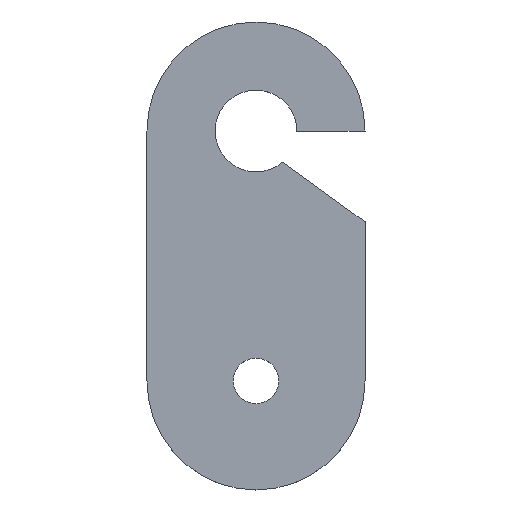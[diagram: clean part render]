
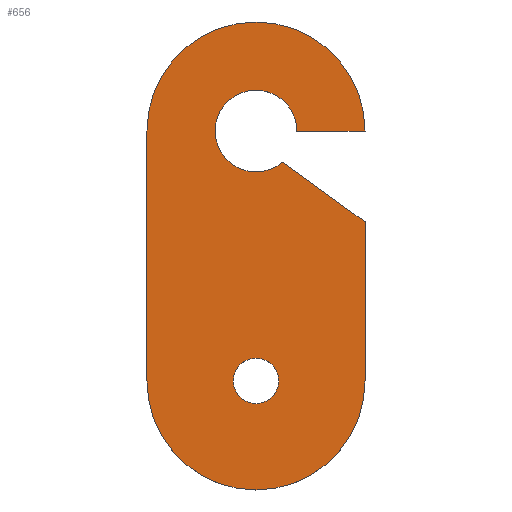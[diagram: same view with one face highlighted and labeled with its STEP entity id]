
A CAD part, top view. The second image highlights one B-rep face of the part: STEP entity #656.
In plain terms, the highlighted planar face has unit normal (0, 0, 1).
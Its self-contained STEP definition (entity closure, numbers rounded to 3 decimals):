
#24 = VERTEX_POINT('',#25);
#25 = CARTESIAN_POINT('',(1.8,0.,1.4));
#32 = PLANE('',#33);
#33 = AXIS2_PLACEMENT_3D('',#34,#35,#36);
#34 = CARTESIAN_POINT('',(1.8,0.,0.));
#35 = DIRECTION('',(0.,1.,0.));
#36 = DIRECTION('',(1.,0.,0.));
#44 = CYLINDRICAL_SURFACE('',#45,1.8);
#45 = AXIS2_PLACEMENT_3D('',#46,#47,#48);
#46 = CARTESIAN_POINT('',(0.,0.,0.));
#47 = DIRECTION('',(-0.,-0.,-1.));
#48 = DIRECTION('',(1.,0.,0.));
#56 = EDGE_CURVE('',#24,#57,#59,.T.);
#57 = VERTEX_POINT('',#58);
#58 = CARTESIAN_POINT('',(4.8,0.,1.4));
#59 = SURFACE_CURVE('',#60,(#64,#71),.PCURVE_S1.);
#60 = LINE('',#61,#62);
#61 = CARTESIAN_POINT('',(1.8,0.,1.4));
#62 = VECTOR('',#63,1.);
#63 = DIRECTION('',(1.,0.,0.));
#64 = PCURVE('',#32,#65);
#65 = DEFINITIONAL_REPRESENTATION('',(#66),#70);
#66 = LINE('',#67,#68);
#67 = CARTESIAN_POINT('',(0.,-1.4));
#68 = VECTOR('',#69,1.);
#69 = DIRECTION('',(1.,0.));
#70 = ( GEOMETRIC_REPRESENTATION_CONTEXT(2) 
PARAMETRIC_REPRESENTATION_CONTEXT() REPRESENTATION_CONTEXT('2D SPACE',''
  ) );
#71 = PCURVE('',#72,#77);
#72 = PLANE('',#73);
#73 = AXIS2_PLACEMENT_3D('',#74,#75,#76);
#74 = CARTESIAN_POINT('',(0.038,-5.001,1.4));
#75 = DIRECTION('',(0.,0.,1.));
#76 = DIRECTION('',(1.,0.,0.));
#77 = DEFINITIONAL_REPRESENTATION('',(#78),#82);
#78 = LINE('',#79,#80);
#79 = CARTESIAN_POINT('',(1.762,5.001));
#80 = VECTOR('',#81,1.);
#81 = DIRECTION('',(1.,0.));
#82 = ( GEOMETRIC_REPRESENTATION_CONTEXT(2) 
PARAMETRIC_REPRESENTATION_CONTEXT() REPRESENTATION_CONTEXT('2D SPACE',''
  ) );
#100 = CYLINDRICAL_SURFACE('',#101,4.8);
#101 = AXIS2_PLACEMENT_3D('',#102,#103,#104);
#102 = CARTESIAN_POINT('',(0.,0.,0.));
#103 = DIRECTION('',(-0.,-0.,-1.));
#104 = DIRECTION('',(1.,0.,0.));
#142 = EDGE_CURVE('',#24,#143,#145,.T.);
#143 = VERTEX_POINT('',#144);
#144 = CARTESIAN_POINT('',(1.175,-1.364,1.4));
#145 = SURFACE_CURVE('',#146,(#151,#158),.PCURVE_S1.);
#146 = CIRCLE('',#147,1.8);
#147 = AXIS2_PLACEMENT_3D('',#148,#149,#150);
#148 = CARTESIAN_POINT('',(0.,0.,1.4));
#149 = DIRECTION('',(0.,0.,1.));
#150 = DIRECTION('',(1.,0.,0.));
#151 = PCURVE('',#44,#152);
#152 = DEFINITIONAL_REPRESENTATION('',(#153),#157);
#153 = LINE('',#154,#155);
#154 = CARTESIAN_POINT('',(-0.,-1.4));
#155 = VECTOR('',#156,1.);
#156 = DIRECTION('',(-1.,0.));
#157 = ( GEOMETRIC_REPRESENTATION_CONTEXT(2) 
PARAMETRIC_REPRESENTATION_CONTEXT() REPRESENTATION_CONTEXT('2D SPACE',''
  ) );
#158 = PCURVE('',#72,#159);
#159 = DEFINITIONAL_REPRESENTATION('',(#160),#164);
#160 = CIRCLE('',#161,1.8);
#161 = AXIS2_PLACEMENT_2D('',#162,#163);
#162 = CARTESIAN_POINT('',(-0.038,5.001));
#163 = DIRECTION('',(1.,0.));
#164 = ( GEOMETRIC_REPRESENTATION_CONTEXT(2) 
PARAMETRIC_REPRESENTATION_CONTEXT() REPRESENTATION_CONTEXT('2D SPACE',''
  ) );
#182 = PLANE('',#183);
#183 = AXIS2_PLACEMENT_3D('',#184,#185,#186);
#184 = CARTESIAN_POINT('',(1.175,-1.364,0.));
#185 = DIRECTION('',(0.588,0.809,0.));
#186 = DIRECTION('',(0.809,-0.588,0.));
#220 = EDGE_CURVE('',#143,#221,#223,.T.);
#221 = VERTEX_POINT('',#222);
#222 = CARTESIAN_POINT('',(4.8,-4.,1.4));
#223 = SURFACE_CURVE('',#224,(#228,#235),.PCURVE_S1.);
#224 = LINE('',#225,#226);
#225 = CARTESIAN_POINT('',(1.175,-1.364,1.4));
#226 = VECTOR('',#227,1.);
#227 = DIRECTION('',(0.809,-0.588,0.));
#228 = PCURVE('',#182,#229);
#229 = DEFINITIONAL_REPRESENTATION('',(#230),#234);
#230 = LINE('',#231,#232);
#231 = CARTESIAN_POINT('',(0.,-1.4));
#232 = VECTOR('',#233,1.);
#233 = DIRECTION('',(1.,0.));
#234 = ( GEOMETRIC_REPRESENTATION_CONTEXT(2) 
PARAMETRIC_REPRESENTATION_CONTEXT() REPRESENTATION_CONTEXT('2D SPACE',''
  ) );
#235 = PCURVE('',#72,#236);
#236 = DEFINITIONAL_REPRESENTATION('',(#237),#241);
#237 = LINE('',#238,#239);
#238 = CARTESIAN_POINT('',(1.137,3.637));
#239 = VECTOR('',#240,1.);
#240 = DIRECTION('',(0.809,-0.588));
#241 = ( GEOMETRIC_REPRESENTATION_CONTEXT(2) 
PARAMETRIC_REPRESENTATION_CONTEXT() REPRESENTATION_CONTEXT('2D SPACE',''
  ) );
#259 = PLANE('',#260);
#260 = AXIS2_PLACEMENT_3D('',#261,#262,#263);
#261 = CARTESIAN_POINT('',(4.8,-4.,0.));
#262 = DIRECTION('',(1.,0.,0.));
#263 = DIRECTION('',(0.,-1.,0.));
#296 = EDGE_CURVE('',#221,#297,#299,.T.);
#297 = VERTEX_POINT('',#298);
#298 = CARTESIAN_POINT('',(4.8,-11.,1.4));
#299 = SURFACE_CURVE('',#300,(#304,#311),.PCURVE_S1.);
#300 = LINE('',#301,#302);
#301 = CARTESIAN_POINT('',(4.8,-4.,1.4));
#302 = VECTOR('',#303,1.);
#303 = DIRECTION('',(0.,-1.,0.));
#304 = PCURVE('',#259,#305);
#305 = DEFINITIONAL_REPRESENTATION('',(#306),#310);
#306 = LINE('',#307,#308);
#307 = CARTESIAN_POINT('',(0.,-1.4));
#308 = VECTOR('',#309,1.);
#309 = DIRECTION('',(1.,0.));
#310 = ( GEOMETRIC_REPRESENTATION_CONTEXT(2) 
PARAMETRIC_REPRESENTATION_CONTEXT() REPRESENTATION_CONTEXT('2D SPACE',''
  ) );
#311 = PCURVE('',#72,#312);
#312 = DEFINITIONAL_REPRESENTATION('',(#313),#317);
#313 = LINE('',#314,#315);
#314 = CARTESIAN_POINT('',(4.762,1.001));
#315 = VECTOR('',#316,1.);
#316 = DIRECTION('',(0.,-1.));
#317 = ( GEOMETRIC_REPRESENTATION_CONTEXT(2) 
PARAMETRIC_REPRESENTATION_CONTEXT() REPRESENTATION_CONTEXT('2D SPACE',''
  ) );
#335 = CYLINDRICAL_SURFACE('',#336,4.8);
#336 = AXIS2_PLACEMENT_3D('',#337,#338,#339);
#337 = CARTESIAN_POINT('',(0.,-11.,0.));
#338 = DIRECTION('',(-0.,-0.,-1.));
#339 = DIRECTION('',(1.,0.,0.));
#374 = VERTEX_POINT('',#375);
#375 = CARTESIAN_POINT('',(-4.8,-11.,1.4));
#389 = PLANE('',#390);
#390 = AXIS2_PLACEMENT_3D('',#391,#392,#393);
#391 = CARTESIAN_POINT('',(-4.8,0.,0.));
#392 = DIRECTION('',(1.,0.,0.));
#393 = DIRECTION('',(0.,-1.,0.));
#401 = EDGE_CURVE('',#374,#297,#402,.T.);
#402 = SURFACE_CURVE('',#403,(#408,#415),.PCURVE_S1.);
#403 = CIRCLE('',#404,4.8);
#404 = AXIS2_PLACEMENT_3D('',#405,#406,#407);
#405 = CARTESIAN_POINT('',(0.,-11.,1.4));
#406 = DIRECTION('',(0.,0.,1.));
#407 = DIRECTION('',(1.,0.,0.));
#408 = PCURVE('',#335,#409);
#409 = DEFINITIONAL_REPRESENTATION('',(#410),#414);
#410 = LINE('',#411,#412);
#411 = CARTESIAN_POINT('',(-0.,-1.4));
#412 = VECTOR('',#413,1.);
#413 = DIRECTION('',(-1.,0.));
#414 = ( GEOMETRIC_REPRESENTATION_CONTEXT(2) 
PARAMETRIC_REPRESENTATION_CONTEXT() REPRESENTATION_CONTEXT('2D SPACE',''
  ) );
#415 = PCURVE('',#72,#416);
#416 = DEFINITIONAL_REPRESENTATION('',(#417),#421);
#417 = CIRCLE('',#418,4.8);
#418 = AXIS2_PLACEMENT_2D('',#419,#420);
#419 = CARTESIAN_POINT('',(-0.038,-5.999));
#420 = DIRECTION('',(1.,0.));
#421 = ( GEOMETRIC_REPRESENTATION_CONTEXT(2) 
PARAMETRIC_REPRESENTATION_CONTEXT() REPRESENTATION_CONTEXT('2D SPACE',''
  ) );
#452 = VERTEX_POINT('',#453);
#453 = CARTESIAN_POINT('',(-4.8,0.,1.4));
#474 = EDGE_CURVE('',#452,#374,#475,.T.);
#475 = SURFACE_CURVE('',#476,(#480,#487),.PCURVE_S1.);
#476 = LINE('',#477,#478);
#477 = CARTESIAN_POINT('',(-4.8,0.,1.4));
#478 = VECTOR('',#479,1.);
#479 = DIRECTION('',(0.,-1.,0.));
#480 = PCURVE('',#389,#481);
#481 = DEFINITIONAL_REPRESENTATION('',(#482),#486);
#482 = LINE('',#483,#484);
#483 = CARTESIAN_POINT('',(0.,-1.4));
#484 = VECTOR('',#485,1.);
#485 = DIRECTION('',(1.,0.));
#486 = ( GEOMETRIC_REPRESENTATION_CONTEXT(2) 
PARAMETRIC_REPRESENTATION_CONTEXT() REPRESENTATION_CONTEXT('2D SPACE',''
  ) );
#487 = PCURVE('',#72,#488);
#488 = DEFINITIONAL_REPRESENTATION('',(#489),#493);
#489 = LINE('',#490,#491);
#490 = CARTESIAN_POINT('',(-4.838,5.001));
#491 = VECTOR('',#492,1.);
#492 = DIRECTION('',(0.,-1.));
#493 = ( GEOMETRIC_REPRESENTATION_CONTEXT(2) 
PARAMETRIC_REPRESENTATION_CONTEXT() REPRESENTATION_CONTEXT('2D SPACE',''
  ) );
#521 = EDGE_CURVE('',#57,#452,#522,.T.);
#522 = SURFACE_CURVE('',#523,(#528,#535),.PCURVE_S1.);
#523 = CIRCLE('',#524,4.8);
#524 = AXIS2_PLACEMENT_3D('',#525,#526,#527);
#525 = CARTESIAN_POINT('',(0.,0.,1.4));
#526 = DIRECTION('',(0.,0.,1.));
#527 = DIRECTION('',(1.,0.,0.));
#528 = PCURVE('',#100,#529);
#529 = DEFINITIONAL_REPRESENTATION('',(#530),#534);
#530 = LINE('',#531,#532);
#531 = CARTESIAN_POINT('',(-0.,-1.4));
#532 = VECTOR('',#533,1.);
#533 = DIRECTION('',(-1.,0.));
#534 = ( GEOMETRIC_REPRESENTATION_CONTEXT(2) 
PARAMETRIC_REPRESENTATION_CONTEXT() REPRESENTATION_CONTEXT('2D SPACE',''
  ) );
#535 = PCURVE('',#72,#536);
#536 = DEFINITIONAL_REPRESENTATION('',(#537),#541);
#537 = CIRCLE('',#538,4.8);
#538 = AXIS2_PLACEMENT_2D('',#539,#540);
#539 = CARTESIAN_POINT('',(-0.038,5.001));
#540 = DIRECTION('',(1.,0.));
#541 = ( GEOMETRIC_REPRESENTATION_CONTEXT(2) 
PARAMETRIC_REPRESENTATION_CONTEXT() REPRESENTATION_CONTEXT('2D SPACE',''
  ) );
#572 = VERTEX_POINT('',#573);
#573 = CARTESIAN_POINT('',(1.,-11.,1.4));
#580 = CYLINDRICAL_SURFACE('',#581,1.);
#581 = AXIS2_PLACEMENT_3D('',#582,#583,#584);
#582 = CARTESIAN_POINT('',(0.,-11.,0.));
#583 = DIRECTION('',(-0.,-0.,-1.));
#584 = DIRECTION('',(1.,0.,0.));
#599 = EDGE_CURVE('',#572,#572,#600,.T.);
#600 = SURFACE_CURVE('',#601,(#606,#613),.PCURVE_S1.);
#601 = CIRCLE('',#602,1.);
#602 = AXIS2_PLACEMENT_3D('',#603,#604,#605);
#603 = CARTESIAN_POINT('',(0.,-11.,1.4));
#604 = DIRECTION('',(0.,0.,1.));
#605 = DIRECTION('',(1.,0.,0.));
#606 = PCURVE('',#580,#607);
#607 = DEFINITIONAL_REPRESENTATION('',(#608),#612);
#608 = LINE('',#609,#610);
#609 = CARTESIAN_POINT('',(-0.,-1.4));
#610 = VECTOR('',#611,1.);
#611 = DIRECTION('',(-1.,0.));
#612 = ( GEOMETRIC_REPRESENTATION_CONTEXT(2) 
PARAMETRIC_REPRESENTATION_CONTEXT() REPRESENTATION_CONTEXT('2D SPACE',''
  ) );
#613 = PCURVE('',#72,#614);
#614 = DEFINITIONAL_REPRESENTATION('',(#615),#619);
#615 = CIRCLE('',#616,1.);
#616 = AXIS2_PLACEMENT_2D('',#617,#618);
#617 = CARTESIAN_POINT('',(-0.038,-5.999));
#618 = DIRECTION('',(1.,0.));
#619 = ( GEOMETRIC_REPRESENTATION_CONTEXT(2) 
PARAMETRIC_REPRESENTATION_CONTEXT() REPRESENTATION_CONTEXT('2D SPACE',''
  ) );
#656 = ADVANCED_FACE('',(#657,#666),#72,.T.);
#657 = FACE_BOUND('',#658,.F.);
#658 = EDGE_LOOP('',(#659,#660,#661,#662,#663,#664,#665));
#659 = ORIENTED_EDGE('',*,*,#56,.F.);
#660 = ORIENTED_EDGE('',*,*,#142,.T.);
#661 = ORIENTED_EDGE('',*,*,#220,.T.);
#662 = ORIENTED_EDGE('',*,*,#296,.T.);
#663 = ORIENTED_EDGE('',*,*,#401,.F.);
#664 = ORIENTED_EDGE('',*,*,#474,.F.);
#665 = ORIENTED_EDGE('',*,*,#521,.F.);
#666 = FACE_BOUND('',#667,.F.);
#667 = EDGE_LOOP('',(#668));
#668 = ORIENTED_EDGE('',*,*,#599,.T.);
